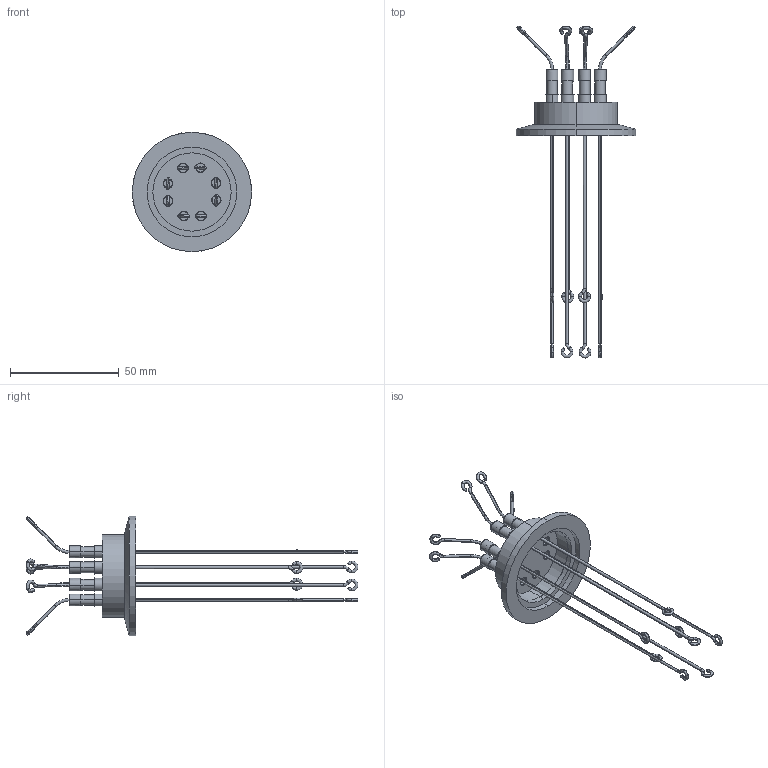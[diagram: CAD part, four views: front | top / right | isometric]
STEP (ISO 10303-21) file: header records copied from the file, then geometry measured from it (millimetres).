
FILE_DESCRIPTION (( 'STEP AP203' ), '1' );
FILE_NAME ('A0796-1-QF.STEP', '2013-05-07T13:15:38', ( '' ), ( '' ), 'SwSTEP 2.0', 'SolidWorks 2012', '' );
FILE_SCHEMA (( 'CONFIG_CONTROL_DESIGN' ));
Length unit declared in the file: inch
Products named in the file (1): A0796-1-QF
Bounding box: 54.89 x 152.76 x 54.89 mm (x, y, z)
Volume: 12684.7 mm3; surface area: 15591.8 mm2
Topology: 1 solids, 9 shells, 471 faces, 1104 edges, 703 vertices
Faces by surface type: cylinder 166, bspline 150, cone 85, plane 70
Entity records: 16347 total; most frequent: CARTESIAN_POINT 5487, DIRECTION 2440, ORIENTED_EDGE 2208, EDGE_CURVE 1104, AXIS2_PLACEMENT_3D 1095, CIRCLE 773, VERTEX_POINT 703, EDGE_LOOP 539
